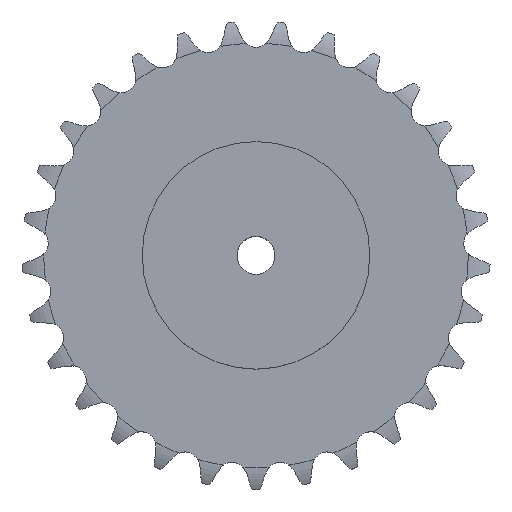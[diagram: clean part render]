
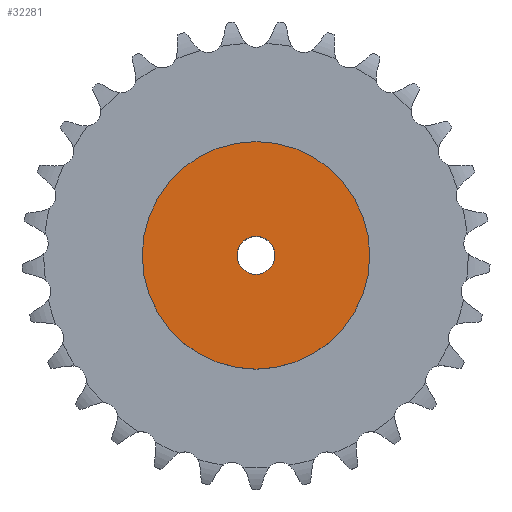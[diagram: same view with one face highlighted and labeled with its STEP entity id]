
A CAD part, top view. The second image highlights one B-rep face of the part: STEP entity #32281.
In plain terms, the highlighted planar face has unit normal (0, 0, 1).
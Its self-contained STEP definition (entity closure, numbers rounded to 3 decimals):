
#3837 = CYLINDRICAL_SURFACE('',#3838,75.);
#3838 = AXIS2_PLACEMENT_3D('',#3839,#3840,#3841);
#3839 = CARTESIAN_POINT('',(0.,0.,0.));
#3840 = DIRECTION('',(-0.,-0.,-1.));
#3841 = DIRECTION('',(1.,0.,0.));
#20350 = VERTEX_POINT('',#20351);
#20351 = CARTESIAN_POINT('',(75.,0.,55.));
#20372 = EDGE_CURVE('',#20350,#20350,#20373,.T.);
#20373 = SURFACE_CURVE('',#20374,(#20379,#20386),.PCURVE_S1.);
#20374 = CIRCLE('',#20375,75.);
#20375 = AXIS2_PLACEMENT_3D('',#20376,#20377,#20378);
#20376 = CARTESIAN_POINT('',(0.,0.,55.));
#20377 = DIRECTION('',(0.,0.,1.));
#20378 = DIRECTION('',(1.,0.,0.));
#20379 = PCURVE('',#3837,#20380);
#20380 = DEFINITIONAL_REPRESENTATION('',(#20381),#20385);
#20381 = LINE('',#20382,#20383);
#20382 = CARTESIAN_POINT('',(-0.,-55.));
#20383 = VECTOR('',#20384,1.);
#20384 = DIRECTION('',(-1.,0.));
#20385 = ( GEOMETRIC_REPRESENTATION_CONTEXT(2) 
PARAMETRIC_REPRESENTATION_CONTEXT() REPRESENTATION_CONTEXT('2D SPACE',''
  ) );
#20386 = PCURVE('',#20387,#20392);
#20387 = PLANE('',#20388);
#20388 = AXIS2_PLACEMENT_3D('',#20389,#20390,#20391);
#20389 = CARTESIAN_POINT('',(0.,0.,55.)
  );
#20390 = DIRECTION('',(0.,0.,1.));
#20391 = DIRECTION('',(1.,0.,0.));
#20392 = DEFINITIONAL_REPRESENTATION('',(#20393),#20397);
#20393 = CIRCLE('',#20394,75.);
#20394 = AXIS2_PLACEMENT_2D('',#20395,#20396);
#20395 = CARTESIAN_POINT('',(0.,0.));
#20396 = DIRECTION('',(1.,0.));
#20397 = ( GEOMETRIC_REPRESENTATION_CONTEXT(2) 
PARAMETRIC_REPRESENTATION_CONTEXT() REPRESENTATION_CONTEXT('2D SPACE',''
  ) );
#27538 = CYLINDRICAL_SURFACE('',#27539,12.5);
#27539 = AXIS2_PLACEMENT_3D('',#27540,#27541,#27542);
#27540 = CARTESIAN_POINT('',(0.,0.,468.465));
#27541 = DIRECTION('',(0.,0.,1.));
#27542 = DIRECTION('',(1.,0.,0.));
#32281 = ADVANCED_FACE('',(#32282,#32285),#20387,.T.);
#32282 = FACE_BOUND('',#32283,.T.);
#32283 = EDGE_LOOP('',(#32284));
#32284 = ORIENTED_EDGE('',*,*,#20372,.T.);
#32285 = FACE_BOUND('',#32286,.T.);
#32286 = EDGE_LOOP('',(#32287));
#32287 = ORIENTED_EDGE('',*,*,#32288,.F.);
#32288 = EDGE_CURVE('',#32289,#32289,#32291,.T.);
#32289 = VERTEX_POINT('',#32290);
#32290 = CARTESIAN_POINT('',(12.5,0.,55.));
#32291 = SURFACE_CURVE('',#32292,(#32297,#32304),.PCURVE_S1.);
#32292 = CIRCLE('',#32293,12.5);
#32293 = AXIS2_PLACEMENT_3D('',#32294,#32295,#32296);
#32294 = CARTESIAN_POINT('',(0.,0.,55.));
#32295 = DIRECTION('',(0.,0.,1.));
#32296 = DIRECTION('',(1.,0.,0.));
#32297 = PCURVE('',#20387,#32298);
#32298 = DEFINITIONAL_REPRESENTATION('',(#32299),#32303);
#32299 = CIRCLE('',#32300,12.5);
#32300 = AXIS2_PLACEMENT_2D('',#32301,#32302);
#32301 = CARTESIAN_POINT('',(0.,0.));
#32302 = DIRECTION('',(1.,0.));
#32303 = ( GEOMETRIC_REPRESENTATION_CONTEXT(2) 
PARAMETRIC_REPRESENTATION_CONTEXT() REPRESENTATION_CONTEXT('2D SPACE',''
  ) );
#32304 = PCURVE('',#27538,#32305);
#32305 = DEFINITIONAL_REPRESENTATION('',(#32306),#32310);
#32306 = LINE('',#32307,#32308);
#32307 = CARTESIAN_POINT('',(0.,-413.465));
#32308 = VECTOR('',#32309,1.);
#32309 = DIRECTION('',(1.,0.));
#32310 = ( GEOMETRIC_REPRESENTATION_CONTEXT(2) 
PARAMETRIC_REPRESENTATION_CONTEXT() REPRESENTATION_CONTEXT('2D SPACE',''
  ) );
